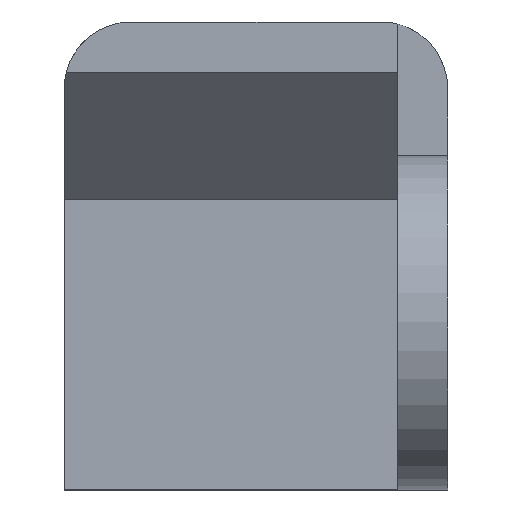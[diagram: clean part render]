
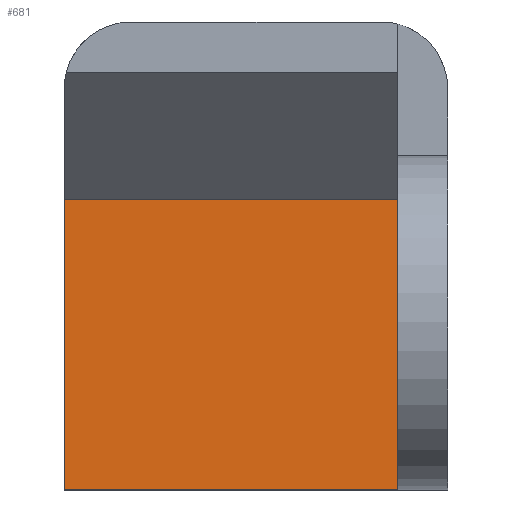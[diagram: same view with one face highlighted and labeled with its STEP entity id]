
A CAD part, top view. The second image highlights one B-rep face of the part: STEP entity #681.
In plain terms, the highlighted planar face has unit normal (0, 0, 1).
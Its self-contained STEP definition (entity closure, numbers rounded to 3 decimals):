
#37=PLANE('',#772);
#86=FACE_OUTER_BOUND('',#123,.T.);
#123=EDGE_LOOP('',(#617,#618,#619,#620));
#169=LINE('',#1177,#221);
#171=LINE('',#1181,#223);
#180=LINE('',#1199,#232);
#181=LINE('',#1200,#233);
#221=VECTOR('',#952,10.);
#223=VECTOR('',#956,10.);
#232=VECTOR('',#975,10.);
#233=VECTOR('',#976,10.);
#337=VERTEX_POINT('',#1174);
#338=VERTEX_POINT('',#1176);
#339=VERTEX_POINT('',#1180);
#343=VERTEX_POINT('',#1198);
#429=EDGE_CURVE('',#337,#338,#169,.T.);
#431=EDGE_CURVE('',#339,#338,#171,.T.);
#440=EDGE_CURVE('',#343,#337,#180,.T.);
#441=EDGE_CURVE('',#339,#343,#181,.T.);
#617=ORIENTED_EDGE('',*,*,#431,.T.);
#618=ORIENTED_EDGE('',*,*,#429,.F.);
#619=ORIENTED_EDGE('',*,*,#440,.F.);
#620=ORIENTED_EDGE('',*,*,#441,.F.);
#681=ADVANCED_FACE('',(#86),#37,.T.);
#772=AXIS2_PLACEMENT_3D('',#1197,#973,#974);
#952=DIRECTION('',(0.,1.,0.));
#956=DIRECTION('',(-1.,0.,0.));
#973=DIRECTION('center_axis',(0.,0.,
1.));
#974=DIRECTION('ref_axis',(0.,1.,0.));
#975=DIRECTION('',(-1.,0.,0.));
#976=DIRECTION('',(0.,-1.,0.));
#1174=CARTESIAN_POINT('',(32.,18.,-24.893));
#1176=CARTESIAN_POINT('',(32.,35.394,-24.893));
#1177=CARTESIAN_POINT('',(32.,38.,-24.893));
#1180=CARTESIAN_POINT('',(52.,35.394,-24.893));
#1181=CARTESIAN_POINT('',(52.,35.394,-24.893));
#1197=CARTESIAN_POINT('Origin',(52.,18.,-24.893));
#1198=CARTESIAN_POINT('',(52.,18.,-24.893));
#1199=CARTESIAN_POINT('',(52.,18.,-24.893));
#1200=CARTESIAN_POINT('',(52.,23.,-24.893));
